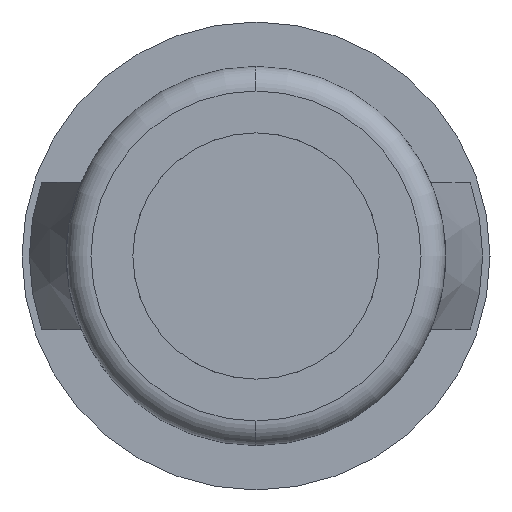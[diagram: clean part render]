
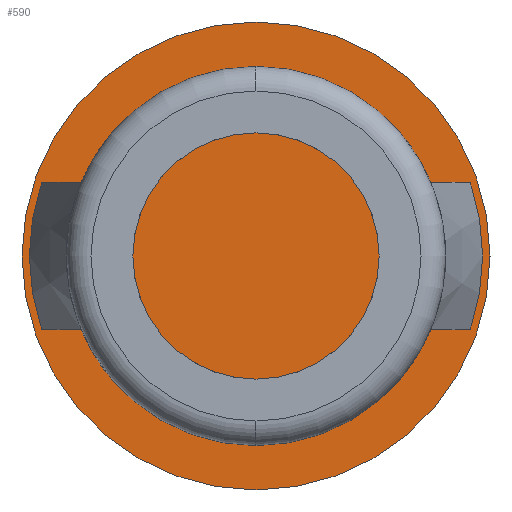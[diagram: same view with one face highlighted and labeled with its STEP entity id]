
A CAD part, front view. The second image highlights one B-rep face of the part: STEP entity #590.
In plain terms, the highlighted planar face has unit normal (0, -1, 0).
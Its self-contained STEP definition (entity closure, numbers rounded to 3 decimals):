
#6 = DIRECTION ( 'NONE',  ( 0., -1., 0. ) ) ;
#12 = DIRECTION ( 'NONE',  ( 0., 0., -1. ) ) ;
#13 = CARTESIAN_POINT ( 'NONE',  ( 0., 0., 0. ) ) ;
#19 = CARTESIAN_POINT ( 'NONE',  ( -3.85, 0., 0. ) ) ;
#20 = PLANE ( 'NONE',  #1048 ) ;
#28 = DIRECTION ( 'NONE',  ( 0., 0., 1. ) ) ;
#31 = DIRECTION ( 'NONE',  ( 0., 1., 0. ) ) ;
#50 = DIRECTION ( 'NONE',  ( 0., 0., -1. ) ) ;
#51 = DIRECTION ( 'NONE',  ( 0., -1., 0. ) ) ;
#54 = CARTESIAN_POINT ( 'NONE',  ( 0., 0., 0. ) ) ;
#124 = LINE ( 'NONE', #126, #1020 ) ;
#125 = DIRECTION ( 'NONE',  ( 1., 0., 0. ) ) ;
#126 = CARTESIAN_POINT ( 'NONE',  ( -4.75, 0., 2.5 ) ) ;
#138 = EDGE_LOOP ( 'NONE', ( #877, #875, #863 ) ) ;
#143 = EDGE_LOOP ( 'NONE', ( #828, #847, #836 ) ) ;
#172 = VERTEX_POINT ( 'NONE', #270 ) ;
#174 = VERTEX_POINT ( 'NONE', #304 ) ;
#178 = VERTEX_POINT ( 'NONE', #300 ) ;
#191 = VERTEX_POINT ( 'NONE', #234 ) ;
#203 = VERTEX_POINT ( 'NONE', #479 ) ;
#207 = VERTEX_POINT ( 'NONE', #518 ) ;
#213 = VERTEX_POINT ( 'NONE', #483 ) ;
#214 = VERTEX_POINT ( 'NONE', #451 ) ;
#219 = EDGE_LOOP ( 'NONE', ( #818, #831 ) ) ;
#234 = CARTESIAN_POINT ( 'NONE',  ( 0., 0., -4.75 ) ) ;
#270 = CARTESIAN_POINT ( 'NONE',  ( 2.928, 0., -2.5 ) ) ;
#300 = CARTESIAN_POINT ( 'NONE',  ( 2.928, 0., 2.5 ) ) ;
#304 = CARTESIAN_POINT ( 'NONE',  ( 0., 0., 3.85 ) ) ;
#313 = CARTESIAN_POINT ( 'NONE',  ( 0., 0., 0. ) ) ;
#317 = DIRECTION ( 'NONE',  ( 0., 0., -1. ) ) ;
#325 = DIRECTION ( 'NONE',  ( 0., -1., 0. ) ) ;
#354 = DIRECTION ( 'NONE',  ( 0., 0., -1. ) ) ;
#356 = DIRECTION ( 'NONE',  ( 0., -1., 0. ) ) ;
#366 = CARTESIAN_POINT ( 'NONE',  ( 0., 0., 0. ) ) ;
#442 = LINE ( 'NONE', #523, #1110 ) ;
#451 = CARTESIAN_POINT ( 'NONE',  ( 0., 0., -3.85 ) ) ;
#479 = CARTESIAN_POINT ( 'NONE',  ( 0., 0., 4.75 ) ) ;
#482 = DIRECTION ( 'NONE',  ( 0., 0., -1. ) ) ;
#483 = CARTESIAN_POINT ( 'NONE',  ( -2.928, 0., -2.5 ) ) ;
#485 = DIRECTION ( 'NONE',  ( 1., 0., 0. ) ) ;
#498 = DIRECTION ( 'NONE',  ( 0., -1., 0. ) ) ;
#518 = CARTESIAN_POINT ( 'NONE',  ( -2.928, 0., 2.5 ) ) ;
#520 = CARTESIAN_POINT ( 'NONE',  ( 0., 0., 0. ) ) ;
#523 = CARTESIAN_POINT ( 'NONE',  ( -4.75, 0., -2.5 ) ) ;
#526 = EDGE_CURVE ( 'NONE', #213, #214, #550, .T. ) ;
#537 = EDGE_CURVE ( 'NONE', #213, #172, #442, .T. ) ;
#550 = CIRCLE ( 'NONE', #1069, 3.85 ) ;
#563 = CIRCLE ( 'NONE', #1075, 4.75 ) ;
#571 = CIRCLE ( 'NONE', #1090, 3.85 ) ;
#573 = CIRCLE ( 'NONE', #1014, 4.75 ) ;
#590 = ADVANCED_FACE ( 'NONE', ( #1117, #1140, #1078 ), #20, .F. ) ;
#596 = EDGE_CURVE ( 'NONE', #203, #191, #563, .T. ) ;
#614 = EDGE_CURVE ( 'NONE', #178, #174, #571, .T. ) ;
#627 = EDGE_CURVE ( 'NONE', #207, #178, #124, .T. ) ;
#633 = EDGE_CURVE ( 'NONE', #191, #203, #573, .T. ) ;
#652 = EDGE_CURVE ( 'NONE', #214, #172, #772, .T. ) ;
#660 = EDGE_CURVE ( 'NONE', #174, #207, #781, .T. ) ;
#696 = DIRECTION ( 'NONE',  ( 0., -1., 0. ) ) ;
#697 = CARTESIAN_POINT ( 'NONE',  ( 0., 0., 0. ) ) ;
#700 = DIRECTION ( 'NONE',  ( 0., 0., -1. ) ) ;
#772 = CIRCLE ( 'NONE', #1026, 3.85 ) ;
#781 = CIRCLE ( 'NONE', #1021, 3.85 ) ;
#818 = ORIENTED_EDGE ( 'NONE', *, *, #633, .T. ) ;
#828 = ORIENTED_EDGE ( 'NONE', *, *, #526, .F. ) ;
#831 = ORIENTED_EDGE ( 'NONE', *, *, #596, .T. ) ;
#836 = ORIENTED_EDGE ( 'NONE', *, *, #652, .F. ) ;
#847 = ORIENTED_EDGE ( 'NONE', *, *, #537, .T. ) ;
#863 = ORIENTED_EDGE ( 'NONE', *, *, #614, .F. ) ;
#875 = ORIENTED_EDGE ( 'NONE', *, *, #660, .F. ) ;
#877 = ORIENTED_EDGE ( 'NONE', *, *, #627, .F. ) ;
#1014 = AXIS2_PLACEMENT_3D ( 'NONE', #366, #356, #354 ) ;
#1020 = VECTOR ( 'NONE', #125, 1000. ) ;
#1021 = AXIS2_PLACEMENT_3D ( 'NONE', #697, #696, #700 ) ;
#1026 = AXIS2_PLACEMENT_3D ( 'NONE', #313, #325, #317 ) ;
#1048 = AXIS2_PLACEMENT_3D ( 'NONE', #19, #31, #28 ) ;
#1069 = AXIS2_PLACEMENT_3D ( 'NONE', #520, #498, #482 ) ;
#1075 = AXIS2_PLACEMENT_3D ( 'NONE', #13, #6, #12 ) ;
#1078 = FACE_BOUND ( 'NONE', #143, .T. ) ;
#1090 = AXIS2_PLACEMENT_3D ( 'NONE', #54, #51, #50 ) ;
#1110 = VECTOR ( 'NONE', #485, 1000. ) ;
#1117 = FACE_BOUND ( 'NONE', #138, .T. ) ;
#1140 = FACE_OUTER_BOUND ( 'NONE', #219, .T. ) ;
